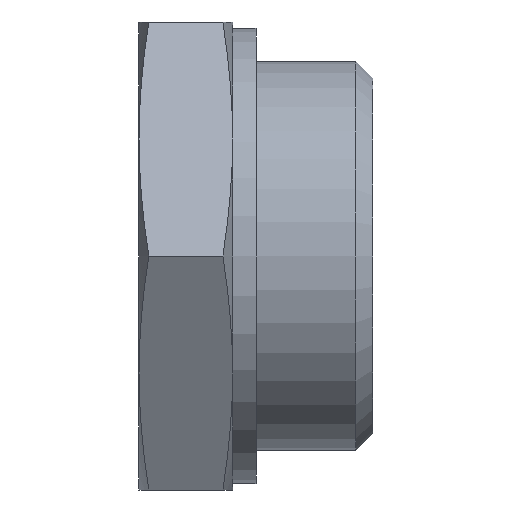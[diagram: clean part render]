
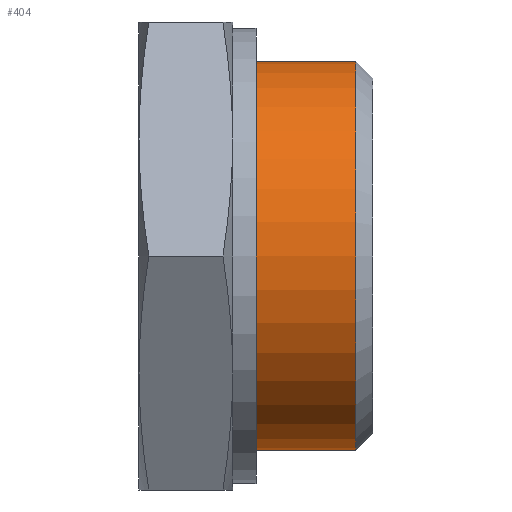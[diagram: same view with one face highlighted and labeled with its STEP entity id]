
A CAD part, left-side view. The second image highlights one B-rep face of the part: STEP entity #404.
In plain terms, the highlighted cylindrical face has radius 16.625 mm (diameter 33.249 mm), a full revolution.
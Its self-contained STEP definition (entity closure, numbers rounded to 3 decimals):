
#42=CYLINDRICAL_SURFACE('',#467,16.625);
#63=CIRCLE('',#466,16.625);
#64=CIRCLE('',#468,16.625);
#105=ORIENTED_EDGE('',*,*,#205,.F.);
#106=ORIENTED_EDGE('',*,*,#204,.T.);
#204=EDGE_CURVE('',#251,#251,#63,.T.);
#205=EDGE_CURVE('',#252,#252,#64,.T.);
#251=VERTEX_POINT('',#701);
#252=VERTEX_POINT('',#704);
#306=EDGE_LOOP('',(#105));
#307=EDGE_LOOP('',(#106));
#348=FACE_BOUND('',#306,.T.);
#349=FACE_BOUND('',#307,.T.);
#404=ADVANCED_FACE('',(#348,#349),#42,.T.);
#466=AXIS2_PLACEMENT_3D('',#700,#536,#537);
#467=AXIS2_PLACEMENT_3D('',#702,#538,#539);
#468=AXIS2_PLACEMENT_3D('',#703,#540,#541);
#536=DIRECTION('',(0.,-1.,0.));
#537=DIRECTION('',(0.,0.,-1.));
#538=DIRECTION('',(0.,-1.,0.));
#539=DIRECTION('',(0.,0.,-1.));
#540=DIRECTION('',(0.,-1.,0.));
#541=DIRECTION('',(0.,0.,-1.));
#700=CARTESIAN_POINT('',(0.,12.,0.));
#701=CARTESIAN_POINT('',(0.,12.,-16.625));
#702=CARTESIAN_POINT('',(0.,0.,0.));
#703=CARTESIAN_POINT('',(0.,1.479,0.));
#704=CARTESIAN_POINT('',(0.,1.479,-16.625));
